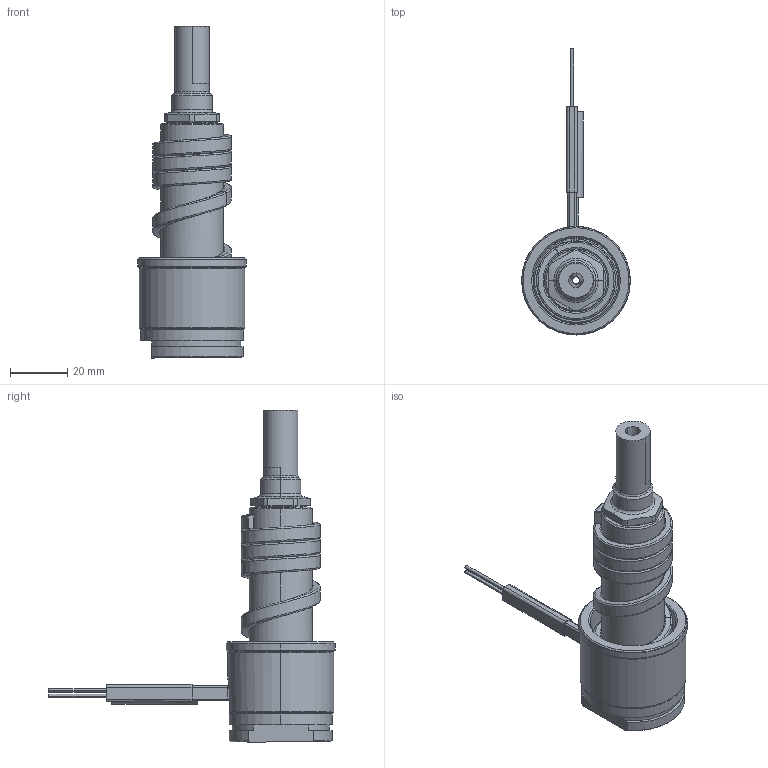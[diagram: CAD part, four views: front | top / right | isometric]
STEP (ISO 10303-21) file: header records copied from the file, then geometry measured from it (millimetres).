
FILE_DESCRIPTION((''),'2;1');
FILE_NAME('LS-96-AEM-H','2016-08-29T',('砐錪賧瘔蠈錪'),('IMID'),'PRO/ENGINEER BY PARAMETRIC TECHNOLOGY CORPORATION, 2015070','PRO/ENGINEER BY PARAMETRIC TECHNOLOGY CORPORATION, 2015070','');
FILE_SCHEMA(('CONFIG_CONTROL_DESIGN'));
Length unit declared in the file: millimetre
Products named in the file (1): LS-96-AEM-H
Bounding box: 38 x 100 x 116 mm (x, y, z)
Volume: 56084.4 mm3; surface area: 26736.8 mm2
Topology: 1 solids, 9 shells, 321 faces, 777 edges, 458 vertices
Faces by surface type: cylinder 105, cone 61, bspline 57, plane 48, torus 31, revolution 9, extrusion 8, sphere 2
Entity records: 15675 total; most frequent: CARTESIAN_POINT 8462, ORIENTED_EDGE 1514, DIRECTION 1447, EDGE_CURVE 769, AXIS2_PLACEMENT_3D 582, VERTEX_POINT 458, EDGE_LOOP 345, CIRCLE 334
